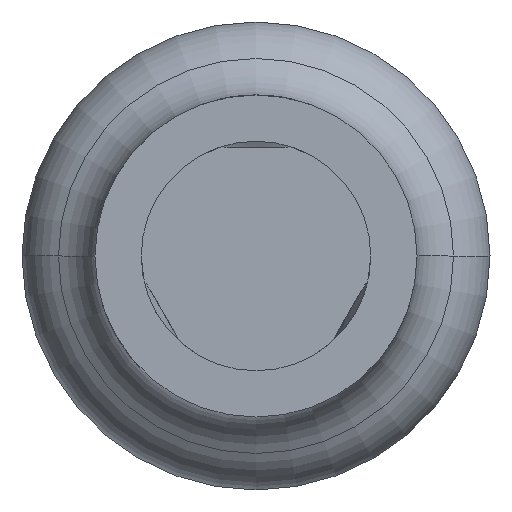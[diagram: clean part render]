
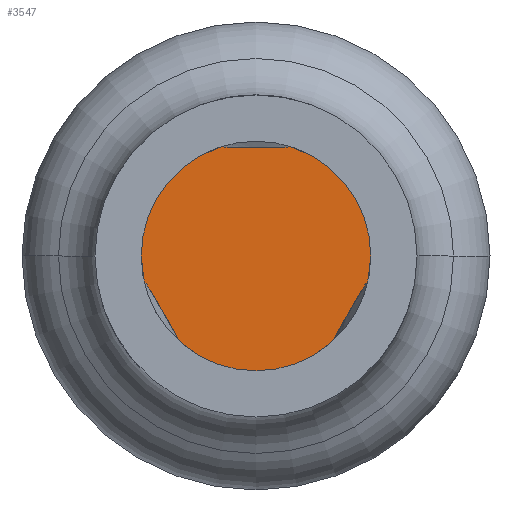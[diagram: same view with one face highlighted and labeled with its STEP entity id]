
A CAD part, front view. The second image highlights one B-rep face of the part: STEP entity #3547.
In plain terms, the highlighted planar face has unit normal (0, -1, 0).
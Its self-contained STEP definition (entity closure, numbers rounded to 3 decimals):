
#166 = CARTESIAN_POINT ( 'NONE',  ( 0.513, -24.7, 0. ) ) ;
#508 = FACE_OUTER_BOUND ( 'NONE', #2868, .T. ) ;
#847 = DIRECTION ( 'NONE',  ( 1., 0., 0. ) ) ;
#1039 = ORIENTED_EDGE ( 'NONE', *, *, #5345, .F. ) ;
#1364 = VERTEX_POINT ( 'NONE', #3746 ) ;
#1366 = EDGE_CURVE ( 'Defeature ausgef�hrt1_0+Defeature ausgef�hrt1_42+Defeature ausgef�hrt1_42+Defeature ausgef�hrt1_42', #1364, #3391, #4724, .T. ) ;
#2237 = CARTESIAN_POINT ( 'NONE',  ( 0., -24.7, 0. ) ) ;
#2730 = AXIS2_PLACEMENT_3D ( 'NONE', #2237, #3254, #3765 ) ;
#2754 = PLANE ( 'NONE',  #2730 ) ;
#2781 = DIRECTION ( 'NONE',  ( 0., 1., 0. ) ) ;
#2866 = CARTESIAN_POINT ( 'NONE',  ( 0., -24.7, 0. ) ) ;
#2868 = EDGE_LOOP ( 'NONE', ( #5087, #1039 ) ) ;
#3254 = DIRECTION ( 'NONE',  ( 0., 1., 0. ) ) ;
#3275 = DIRECTION ( 'NONE',  ( 1., 0., 0. ) ) ;
#3391 = VERTEX_POINT ( 'NONE', #166 ) ;
#3547 = ADVANCED_FACE ( 'Defeature ausgef�hrt1_42', ( #508 ), #2754, .F. ) ;
#3746 = CARTESIAN_POINT ( 'NONE',  ( -0.513, -24.7, 0. ) ) ;
#3765 = DIRECTION ( 'NONE',  ( -1., 0., 0. ) ) ;
#3793 = AXIS2_PLACEMENT_3D ( 'NONE', #2866, #5324, #847 ) ;
#4358 = AXIS2_PLACEMENT_3D ( 'NONE', #6294, #2781, #3275 ) ;
#4724 = CIRCLE ( 'NONE', #4358, 0.513 ) ;
#5087 = ORIENTED_EDGE ( 'NONE', *, *, #1366, .F. ) ;
#5324 = DIRECTION ( 'NONE',  ( 0., 1., 0. ) ) ;
#5345 = EDGE_CURVE ( 'Defeature ausgef�hrt1_0+Defeature ausgef�hrt1_42+Defeature ausgef�hrt1_42+Defeature ausgef�hrt1_42', #3391, #1364, #5554, .T. ) ;
#5554 = CIRCLE ( 'NONE', #3793, 0.513 ) ;
#6294 = CARTESIAN_POINT ( 'NONE',  ( 0., -24.7, 0. ) ) ;
